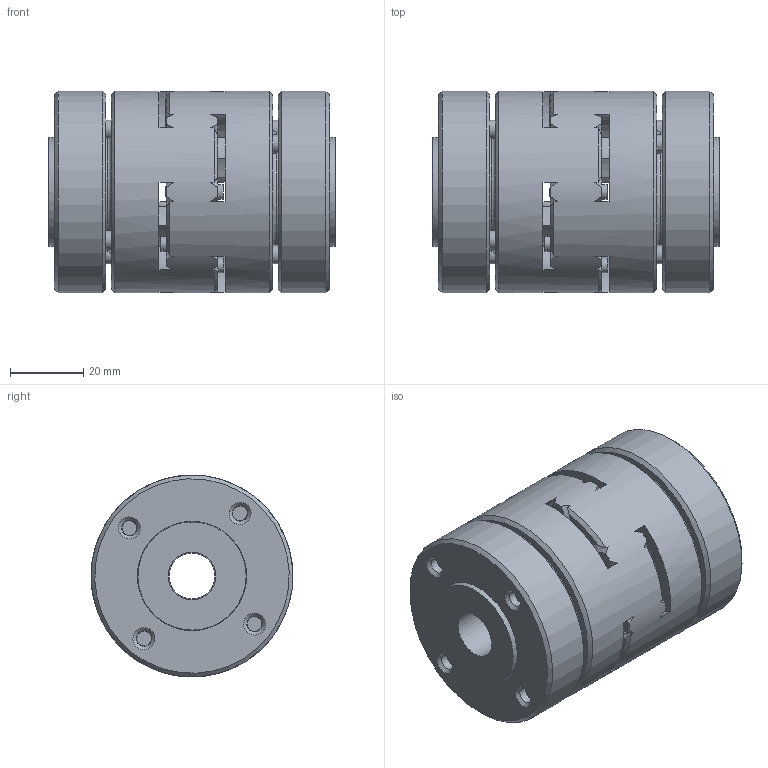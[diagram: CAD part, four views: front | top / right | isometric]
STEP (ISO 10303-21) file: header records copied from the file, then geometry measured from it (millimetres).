
FILE_DESCRIPTION( ( 'Unknown' ), '1' );
FILE_NAME( 'ESM-A 60.stp', 'Unknown', ( 'Unknown' ), ( 'Unknown' ), 'PSStep 10.1', 'Unknown', ' ' );
FILE_SCHEMA( ( 'AUTOMOTIVE_DESIGN { 1 0 10303 214 1 1 1 1 }' ) );
Length unit declared in the file: millimetre
Products named in the file (1): 27413237-oa7
Bounding box: 78 x 55 x 54.99 mm (x, y, z)
Volume: 142436.9 mm3; surface area: 45318.8 mm2
Topology: 1 solids, 1 shells, 589 faces, 1532 edges, 996 vertices
Faces by surface type: plane 272, cylinder 128, cone 114, extrusion 61, torus 14
Full cylindrical faces by diameter (mm): 4 x8, 4.2 x16, 5 x8, 5.5 x8, 8.5 x8, 9 x8, 12.5 x1, 13 x2, 27 x2, 30 x2, 32.5 x2, 55 x3
Entity records: 22485 total; most frequent: CARTESIAN_POINT 4289, DIRECTION 2654, ORIENTED_EDGE 2646, EDGE_CURVE 1323, AXIS2_PLACEMENT_3D 997, VERTEX_POINT 928, EDGE_LOOP 839, FACE_OUTER_BOUND 671
